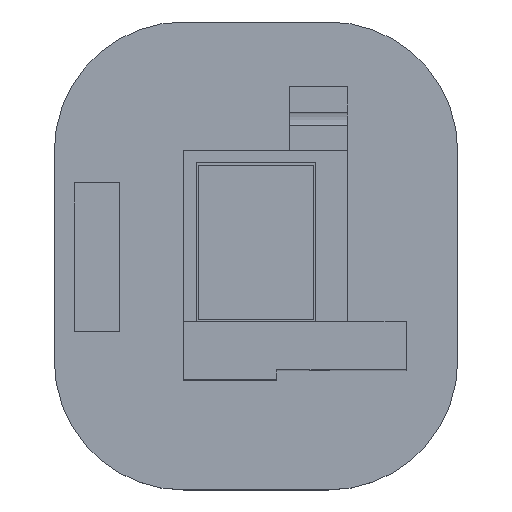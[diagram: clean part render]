
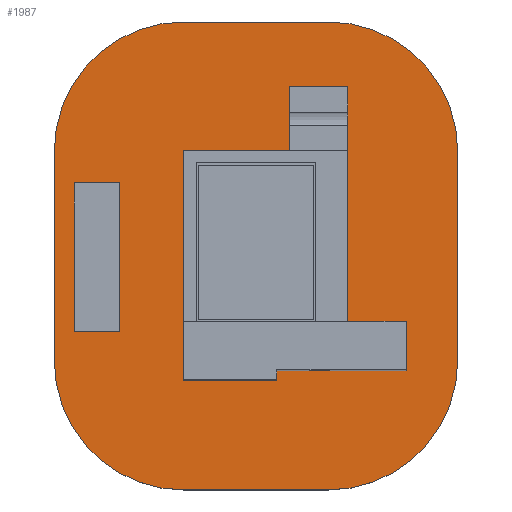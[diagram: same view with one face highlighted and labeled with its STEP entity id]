
A CAD part, top view. The second image highlights one B-rep face of the part: STEP entity #1987.
In plain terms, the highlighted planar face has unit normal (0, 0, 1).
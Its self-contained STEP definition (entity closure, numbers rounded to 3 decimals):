
#52=FACE_BOUND('',#228,.T.);
#81=CIRCLE('',#2135,20.);
#82=CIRCLE('',#2136,20.);
#83=CIRCLE('',#2137,20.);
#84=CIRCLE('',#2138,20.);
#119=FACE_OUTER_BOUND('',#227,.T.);
#227=EDGE_LOOP('',(#1368,#1369,#1370,#1371,#1372,#1373,#1374,#1375));
#228=EDGE_LOOP('',(#1376,#1377,#1378,#1379,#1380,#1381,#1382,#1383,#1384,
#1385));
#382=LINE('',#2873,#632);
#389=LINE('',#2890,#639);
#390=LINE('',#2894,#640);
#391=LINE('',#2898,#641);
#392=LINE('',#2901,#642);
#393=LINE('',#2903,#643);
#394=LINE('',#2905,#644);
#395=LINE('',#2907,#645);
#396=LINE('',#2909,#646);
#397=LINE('',#2911,#647);
#398=LINE('',#2913,#648);
#399=LINE('',#2915,#649);
#400=LINE('',#2917,#650);
#401=LINE('',#2918,#651);
#632=VECTOR('',#2317,10.);
#639=VECTOR('',#2328,10.);
#640=VECTOR('',#2331,10.);
#641=VECTOR('',#2334,10.);
#642=VECTOR('',#2337,10.);
#643=VECTOR('',#2338,10.);
#644=VECTOR('',#2339,10.);
#645=VECTOR('',#2340,10.);
#646=VECTOR('',#2341,10.);
#647=VECTOR('',#2342,10.);
#648=VECTOR('',#2343,10.);
#649=VECTOR('',#2344,10.);
#650=VECTOR('',#2345,10.);
#651=VECTOR('',#2346,10.);
#877=VERTEX_POINT('',#2870);
#878=VERTEX_POINT('',#2872);
#884=VERTEX_POINT('',#2886);
#885=VERTEX_POINT('',#2887);
#886=VERTEX_POINT('',#2889);
#887=VERTEX_POINT('',#2891);
#888=VERTEX_POINT('',#2893);
#889=VERTEX_POINT('',#2895);
#890=VERTEX_POINT('',#2897);
#891=VERTEX_POINT('',#2899);
#892=VERTEX_POINT('',#2902);
#893=VERTEX_POINT('',#2904);
#894=VERTEX_POINT('',#2906);
#895=VERTEX_POINT('',#2908);
#896=VERTEX_POINT('',#2910);
#897=VERTEX_POINT('',#2912);
#898=VERTEX_POINT('',#2914);
#899=VERTEX_POINT('',#2916);
#1071=EDGE_CURVE('',#878,#877,#382,.T.);
#1078=EDGE_CURVE('',#884,#885,#81,.T.);
#1079=EDGE_CURVE('',#886,#884,#389,.T.);
#1080=EDGE_CURVE('',#887,#886,#82,.T.);
#1081=EDGE_CURVE('',#888,#887,#390,.T.);
#1082=EDGE_CURVE('',#889,#888,#83,.T.);
#1083=EDGE_CURVE('',#890,#889,#391,.T.);
#1084=EDGE_CURVE('',#891,#890,#84,.T.);
#1085=EDGE_CURVE('',#885,#891,#392,.T.);
#1086=EDGE_CURVE('',#892,#878,#393,.T.);
#1087=EDGE_CURVE('',#893,#877,#394,.T.);
#1088=EDGE_CURVE('',#893,#894,#395,.T.);
#1089=EDGE_CURVE('',#894,#895,#396,.T.);
#1090=EDGE_CURVE('',#895,#896,#397,.T.);
#1091=EDGE_CURVE('',#896,#897,#398,.T.);
#1092=EDGE_CURVE('',#897,#898,#399,.T.);
#1093=EDGE_CURVE('',#899,#898,#400,.T.);
#1094=EDGE_CURVE('',#899,#892,#401,.T.);
#1368=ORIENTED_EDGE('',*,*,#1078,.F.);
#1369=ORIENTED_EDGE('',*,*,#1079,.F.);
#1370=ORIENTED_EDGE('',*,*,#1080,.F.);
#1371=ORIENTED_EDGE('',*,*,#1081,.F.);
#1372=ORIENTED_EDGE('',*,*,#1082,.F.);
#1373=ORIENTED_EDGE('',*,*,#1083,.F.);
#1374=ORIENTED_EDGE('',*,*,#1084,.F.);
#1375=ORIENTED_EDGE('',*,*,#1085,.F.);
#1376=ORIENTED_EDGE('',*,*,#1086,.T.);
#1377=ORIENTED_EDGE('',*,*,#1071,.T.);
#1378=ORIENTED_EDGE('',*,*,#1087,.F.);
#1379=ORIENTED_EDGE('',*,*,#1088,.T.);
#1380=ORIENTED_EDGE('',*,*,#1089,.T.);
#1381=ORIENTED_EDGE('',*,*,#1090,.T.);
#1382=ORIENTED_EDGE('',*,*,#1091,.T.);
#1383=ORIENTED_EDGE('',*,*,#1092,.T.);
#1384=ORIENTED_EDGE('',*,*,#1093,.F.);
#1385=ORIENTED_EDGE('',*,*,#1094,.T.);
#1896=PLANE('',#2134);
#1987=ADVANCED_FACE('',(#119,#52),#1896,.F.);
#2134=AXIS2_PLACEMENT_3D('',#2885,#2324,#2325);
#2135=AXIS2_PLACEMENT_3D('',#2888,#2326,#2327);
#2136=AXIS2_PLACEMENT_3D('',#2892,#2329,#2330);
#2137=AXIS2_PLACEMENT_3D('',#2896,#2332,#2333);
#2138=AXIS2_PLACEMENT_3D('',#2900,#2335,#2336);
#2317=DIRECTION('',(0.,-1.,0.));
#2324=DIRECTION('center_axis',(0.,0.,-1.));
#2325=DIRECTION('ref_axis',(1.,0.,0.));
#2326=DIRECTION('center_axis',(0.,0.,-1.));
#2327=DIRECTION('ref_axis',(-0.707,0.707,0.));
#2328=DIRECTION('',(0.,1.,0.));
#2329=DIRECTION('center_axis',(0.,0.,-1.));
#2330=DIRECTION('ref_axis',(-0.707,-0.707,0.));
#2331=DIRECTION('',(-1.,0.,0.));
#2332=DIRECTION('center_axis',(0.,0.,-1.));
#2333=DIRECTION('ref_axis',(0.707,-0.707,0.));
#2334=DIRECTION('',(0.,-1.,0.));
#2335=DIRECTION('center_axis',(0.,0.,-1.));
#2336=DIRECTION('ref_axis',(0.707,0.707,0.));
#2337=DIRECTION('',(1.,0.,0.));
#2338=DIRECTION('',(1.,0.,0.));
#2339=DIRECTION('',(-1.,0.,0.));
#2340=DIRECTION('',(0.,-1.,0.));
#2341=DIRECTION('',(-1.,0.,0.));
#2342=DIRECTION('',(0.,-1.,0.));
#2343=DIRECTION('',(-1.,0.,0.));
#2344=DIRECTION('',(0.,1.,0.));
#2345=DIRECTION('',(-1.,0.,0.));
#2346=DIRECTION('',(0.,1.,0.));
#2870=CARTESIAN_POINT('',(19.5,-3.,-8.5));
#2872=CARTESIAN_POINT('',(19.5,33.5,-8.5));
#2873=CARTESIAN_POINT('',(19.5,8.75,-8.5));
#2885=CARTESIAN_POINT('Origin',(5.25,7.25,-8.5));
#2886=CARTESIAN_POINT('',(-26.,23.5,-8.5));
#2887=CARTESIAN_POINT('',(-6.,43.5,-8.5));
#2888=CARTESIAN_POINT('Origin',(-6.,23.5,-8.5));
#2889=CARTESIAN_POINT('',(-26.,-9.,-8.5));
#2890=CARTESIAN_POINT('',(-26.,-29.,-8.5));
#2891=CARTESIAN_POINT('',(-6.,-29.,-8.5));
#2892=CARTESIAN_POINT('Origin',(-6.,-9.,-8.5));
#2893=CARTESIAN_POINT('',(16.5,-29.,-8.5));
#2894=CARTESIAN_POINT('',(36.5,-29.,-8.5));
#2895=CARTESIAN_POINT('',(36.5,-9.,-8.5));
#2896=CARTESIAN_POINT('Origin',(16.5,-9.,-8.5));
#2897=CARTESIAN_POINT('',(36.5,23.5,-8.5));
#2898=CARTESIAN_POINT('',(36.5,43.5,-8.5));
#2899=CARTESIAN_POINT('',(16.5,43.5,-8.5));
#2900=CARTESIAN_POINT('Origin',(16.5,23.5,-8.5));
#2901=CARTESIAN_POINT('',(-26.,43.5,-8.5));
#2902=CARTESIAN_POINT('',(10.5,33.5,-8.5));
#2903=CARTESIAN_POINT('',(10.875,33.5,-8.5));
#2904=CARTESIAN_POINT('',(28.5,-3.,-8.5));
#2905=CARTESIAN_POINT('',(28.5,-3.,-8.5));
#2906=CARTESIAN_POINT('',(28.5,-10.5,-8.5));
#2907=CARTESIAN_POINT('',(28.5,-0.625,-8.5));
#2908=CARTESIAN_POINT('',(8.5,-10.5,-8.5));
#2909=CARTESIAN_POINT('',(11.875,-10.5,-8.5));
#2910=CARTESIAN_POINT('',(8.5,-12.,-8.5));
#2911=CARTESIAN_POINT('',(8.5,-1.375,-8.5));
#2912=CARTESIAN_POINT('',(-6.,-12.,-8.5));
#2913=CARTESIAN_POINT('',(5.5,-12.,-8.5));
#2914=CARTESIAN_POINT('',(-6.,23.5,-8.5));
#2915=CARTESIAN_POINT('',(-6.,-0.875,-8.5));
#2916=CARTESIAN_POINT('',(10.5,23.5,-8.5));
#2917=CARTESIAN_POINT('',(10.375,23.5,-8.5));
#2918=CARTESIAN_POINT('',(10.5,20.375,-8.5));
